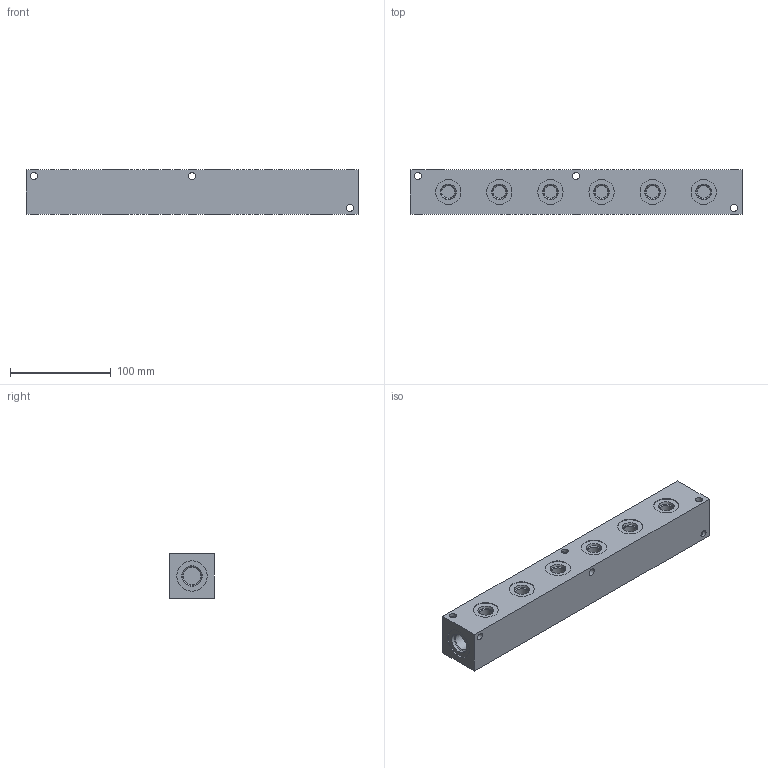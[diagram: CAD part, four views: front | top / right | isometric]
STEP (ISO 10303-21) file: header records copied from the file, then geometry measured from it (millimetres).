
FILE_DESCRIPTION( ( 'STEP AP214' ), ' ' );
FILE_NAME( 'AH1800606S.stp', '2018-07-02T17:10:25', ( '' ), ( '' ), ' ', 'PARTsolutions', ' ' );
FILE_SCHEMA( ( 'AUTOMOTIVE_DESIGN { 1 0 10303 214 1 1 1 1 }' ) );
Length unit declared in the file: inch
Products named in the file (1): _AH1800606S
Bounding box: 330.2 x 44.45 x 44.45 mm (x, y, z)
Volume: 602565.9 mm3; surface area: 77443.6 mm2
Topology: 1 solids, 1 shells, 210 faces, 488 edges, 310 vertices
Faces by surface type: plane 108, cylinder 74, cone 28
Full cylindrical faces by diameter (mm): 7.112 x12, 12.761 x12, 17.33 x2, 25.019 x12, 30.251 x2
Entity records: 7352 total; most frequent: DIRECTION 1018, CARTESIAN_POINT 941, ORIENTED_EDGE 840, EDGE_CURVE 420, AXIS2_PLACEMENT_3D 387, EDGE_LOOP 326, VERTEX_POINT 310, FACE_OUTER_BOUND 250
